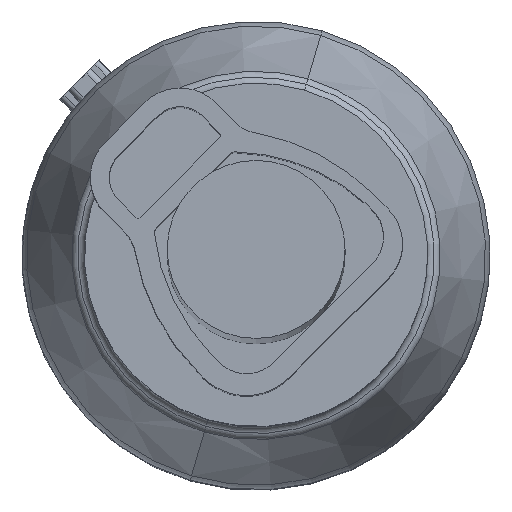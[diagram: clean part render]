
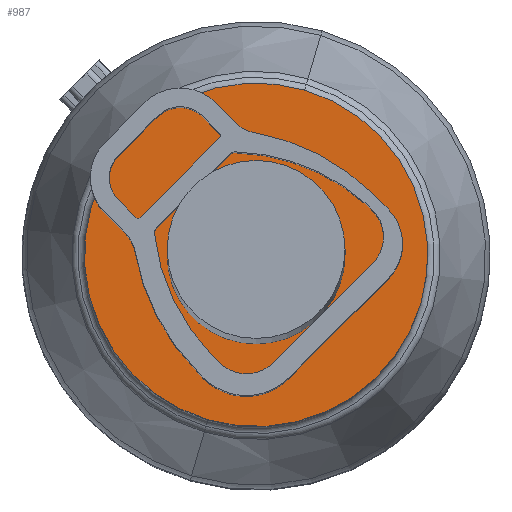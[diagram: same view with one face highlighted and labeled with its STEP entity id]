
A CAD part, top view. The second image highlights one B-rep face of the part: STEP entity #987.
In plain terms, the highlighted planar face has unit normal (0, 0, 1).
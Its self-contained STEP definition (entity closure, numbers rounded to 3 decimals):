
#942=AXIS2_PLACEMENT_3D('Circle Axis2P3D',#940,#941,$) ;
#968=AXIS2_PLACEMENT_3D('Circle Axis2P3D',#966,#967,$) ;
#981=AXIS2_PLACEMENT_3D('Plane Axis2P3D',#978,#979,#980) ;
#940=CARTESIAN_POINT('Axis2P3D Location',(7.5,7.5,44.)) ;
#944=CARTESIAN_POINT('Vertex',(5.952,2.222,44.)) ;
#946=CARTESIAN_POINT('Vertex',(9.048,12.778,44.)) ;
#966=CARTESIAN_POINT('Axis2P3D Location',(7.5,7.5,44.)) ;
#978=CARTESIAN_POINT('Axis2P3D Location',(11.389,11.389,44.)) ;
#941=DIRECTION('Axis2P3D Direction',(0.,0.,1.)) ;
#967=DIRECTION('Axis2P3D Direction',(0.,0.,1.)) ;
#979=DIRECTION('Axis2P3D Direction',(0.,0.,1.)) ;
#980=DIRECTION('Axis2P3D XDirection',(-0.707,0.707,0.)) ;
#984=ORIENTED_EDGE('',*,*,#970,.T.) ;
#985=ORIENTED_EDGE('',*,*,#948,.T.) ;
#987=ADVANCED_FACE('48392_SAIL-M12BG-5SXXX.1\\42259_SAIL_GF_SI_M12.1\\Hauptk\X2\00F6\X0\rper',(#986),#982,.T.) ;
#943=CIRCLE('generated circle',#942,5.5) ;
#969=CIRCLE('generated circle',#968,5.5) ;
#948=EDGE_CURVE('',#945,#947,#943,.T.) ;
#970=EDGE_CURVE('',#947,#945,#969,.T.) ;
#983=EDGE_LOOP('',(#984,#985)) ;
#986=FACE_OUTER_BOUND('',#983,.T.) ;
#982=PLANE('',#981) ;
#945=VERTEX_POINT('',#944) ;
#947=VERTEX_POINT('',#946) ;
